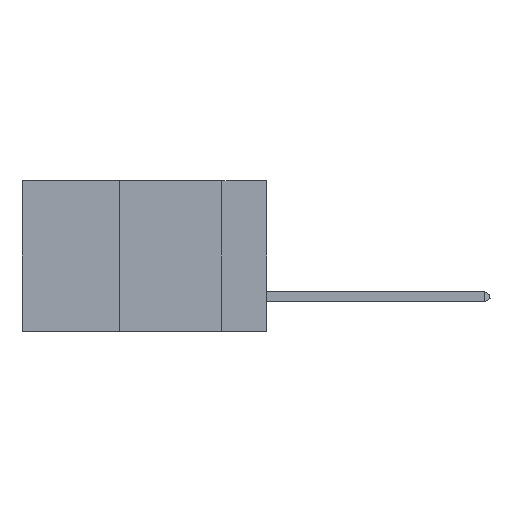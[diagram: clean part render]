
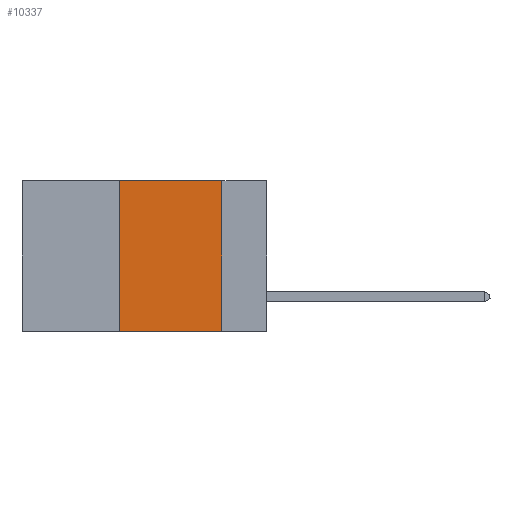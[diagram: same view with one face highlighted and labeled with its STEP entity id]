
A CAD part, left-side view. The second image highlights one B-rep face of the part: STEP entity #10337.
In plain terms, the highlighted planar face has unit normal (-1, 0, 0).
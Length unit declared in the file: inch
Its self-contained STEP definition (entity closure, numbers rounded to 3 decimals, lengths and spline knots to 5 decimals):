
#1943 = ORIENTED_EDGE ( 'NONE', *, *, #19088, .F. ) ;
#2255 = FACE_OUTER_BOUND ( 'NONE', #5012, .T. ) ;
#4916 = DIRECTION ( 'NONE',  ( 0., -1., 0. ) ) ;
#5012 = EDGE_LOOP ( 'NONE', ( #1943, #8102, #26511, #12018 ) ) ;
#5852 = VERTEX_POINT ( 'NONE', #23674 ) ;
#6290 = CARTESIAN_POINT ( 'NONE',  ( 0., 0.36, 0. ) ) ;
#6601 = VECTOR ( 'NONE', #18376, 39.37008 ) ;
#6903 = CARTESIAN_POINT ( 'NONE',  ( 0., 0.6, -0.37 ) ) ;
#7292 = CARTESIAN_POINT ( 'NONE',  ( 0., 0.6, 0. ) ) ;
#7721 = AXIS2_PLACEMENT_3D ( 'NONE', #24352, #11996, #26393 ) ;
#7808 = PLANE ( 'NONE',  #7721 ) ;
#8041 = CARTESIAN_POINT ( 'NONE',  ( 0., 0.36, 0. ) ) ;
#8102 = ORIENTED_EDGE ( 'NONE', *, *, #25297, .F. ) ;
#8837 = VERTEX_POINT ( 'NONE', #6290 ) ;
#10337 = ADVANCED_FACE ( 'NONE', ( #2255 ), #7808, .F. ) ;
#11996 = DIRECTION ( 'NONE',  ( 1., 0., 0. ) ) ;
#12018 = ORIENTED_EDGE ( 'NONE', *, *, #13208, .T. ) ;
#12106 = LINE ( 'NONE', #8041, #6601 ) ;
#12130 = VECTOR ( 'NONE', #4916, 39.37008 ) ;
#13208 = EDGE_CURVE ( 'NONE', #16355, #26119, #17646, .T. ) ;
#13663 = DIRECTION ( 'NONE',  ( 0., -1., 0. ) ) ;
#14089 = LINE ( 'NONE', #26785, #24390 ) ;
#14788 = CARTESIAN_POINT ( 'NONE',  ( 0., 0.36, -0.37 ) ) ;
#16355 = VERTEX_POINT ( 'NONE', #14788 ) ;
#16579 = DIRECTION ( 'NONE',  ( 0., 0., -1. ) ) ;
#17646 = LINE ( 'NONE', #6903, #12130 ) ;
#18376 = DIRECTION ( 'NONE',  ( 0., 0., 1. ) ) ;
#19088 = EDGE_CURVE ( 'NONE', #5852, #26119, #14089, .T. ) ;
#21415 = EDGE_CURVE ( 'NONE', #16355, #8837, #12106, .T. ) ;
#22376 = CARTESIAN_POINT ( 'NONE',  ( 0., 0.11, -0.37 ) ) ;
#23674 = CARTESIAN_POINT ( 'NONE',  ( 0., 0.11, 0. ) ) ;
#24352 = CARTESIAN_POINT ( 'NONE',  ( 0., 0.6, 0. ) ) ;
#24390 = VECTOR ( 'NONE', #16579, 39.37008 ) ;
#25297 = EDGE_CURVE ( 'NONE', #8837, #5852, #26348, .T. ) ;
#25714 = VECTOR ( 'NONE', #13663, 39.37008 ) ;
#26119 = VERTEX_POINT ( 'NONE', #22376 ) ;
#26348 = LINE ( 'NONE', #7292, #25714 ) ;
#26393 = DIRECTION ( 'NONE',  ( 0., 0., -1. ) ) ;
#26511 = ORIENTED_EDGE ( 'NONE', *, *, #21415, .F. ) ;
#26785 = CARTESIAN_POINT ( 'NONE',  ( 0., 0.11, 0. ) ) ;
